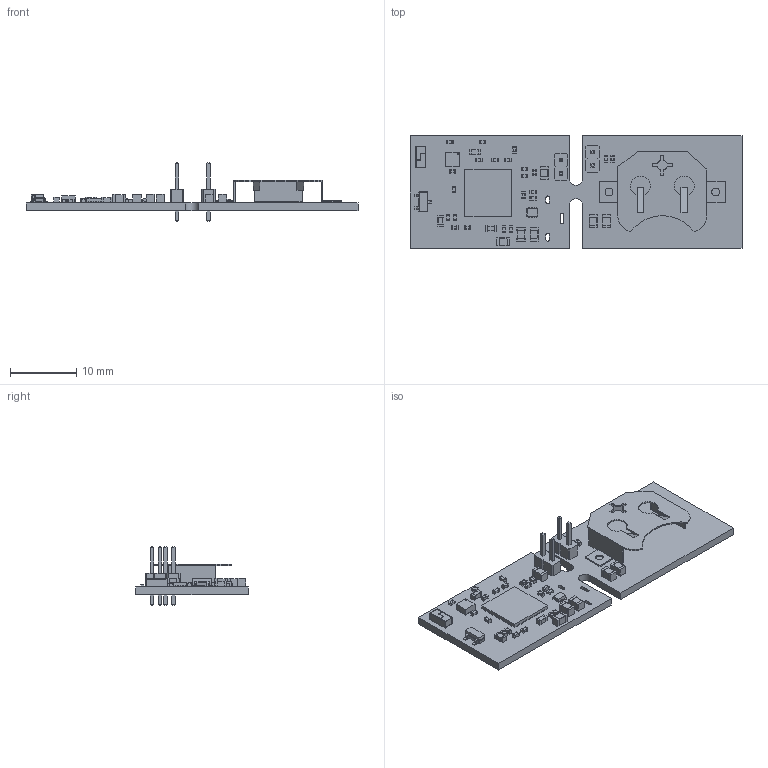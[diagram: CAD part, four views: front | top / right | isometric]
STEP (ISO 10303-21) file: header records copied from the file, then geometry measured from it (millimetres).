
FILE_DESCRIPTION(('KiCad electronic assembly'),'2;1');
FILE_NAME('SKnob.step','2020-10-15T22:39:28',('An Author'),('A Company') ,'Open CASCADE STEP processor 6.9','KiCad to STEP converter','Unknown' );
FILE_SCHEMA(('AUTOMOTIVE_DESIGN { 1 0 10303 214 1 1 1 1 }'));
Length unit declared in the file: millimetre
Products named in the file (24): Open CASCADE STEP translator 6.9 1; C_0805_2012Metric; SOLID; SOT-666; SOT-23; W3008; COMPOUND; STM32WB55Cx; LIS2DH12TR; L_0603_1608Metric; C_0402_1005Metric; PinHeader_1x02_P2.00mm_Vertical; R_0402_1005Metric; BatteryHolder_Keystone_3000_1x12mm
Assembly tree (51 placements, depth 3):
  Open CASCADE STEP translator 6.9 1
    C_0805_2012Metric  x6
      SOLID
    SOT-666
      SOLID
    SOT-23
      SOLID
    W3008
      COMPOUND
    STM32WB55Cx
      COMPOUND
    LIS2DH12TR
      COMPOUND
    L_0603_1608Metric  x3
      SOLID
    C_0402_1005Metric  x19
      SOLID
    PinHeader_1x02_P2.00mm_Vertical  x2
      SOLID
    R_0402_1005Metric  x3
      SOLID
    BatteryHolder_Keystone_3000_1x12mm
      COMPOUND
    COMPOUND
Bounding box: 50 x 17 x 8.8 mm (x, y, z)
Volume: 1128 mm3; surface area: 2856.4 mm2
Topology: 105 solids, 105 shells, 1926 faces, 4794 edges, 3156 vertices
Faces by surface type: plane 1360, cylinder 525, bspline 41
Full cylindrical faces by diameter (mm): 0.8 x4, 1.19 x2
Entity records: 72624 total; most frequent: CARTESIAN_POINT 13064, DIRECTION 10531, LINE 7225, VECTOR 7225, ORIENTED_EDGE 5472, PCURVE 5472, DEFINITIONAL_REPRESENTATION 5472, EDGE_CURVE 2736
